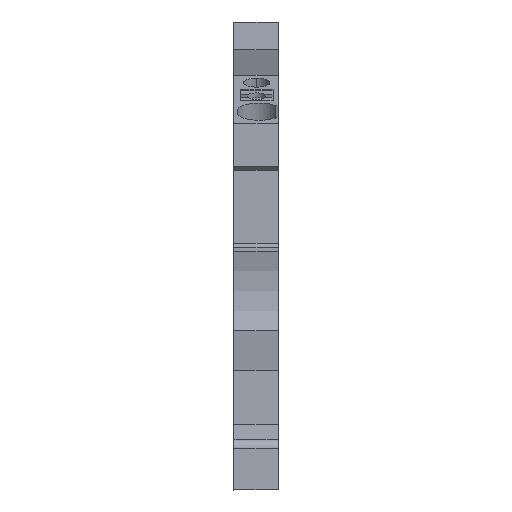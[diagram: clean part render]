
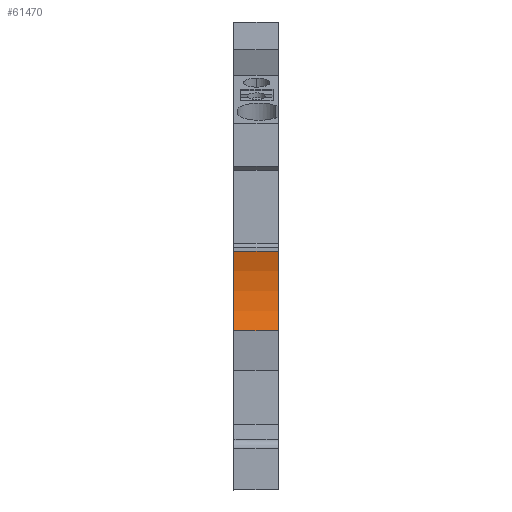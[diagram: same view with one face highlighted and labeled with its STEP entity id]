
A CAD part, front view. The second image highlights one B-rep face of the part: STEP entity #61470.
In plain terms, the highlighted cylindrical face has radius 10 mm (diameter 20 mm), a partial arc.
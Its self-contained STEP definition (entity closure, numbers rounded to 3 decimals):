
#2320=CARTESIAN_POINT('',(-52.95,4.194,
0.));
#2330=VERTEX_POINT('',#2320);
#2360=CARTESIAN_POINT('',(-62.891,3.102,
0.));
#2370=DIRECTION('',(0.,0.,-1.));
#2380=DIRECTION('',(0.974,-0.225,
0.));
#2390=AXIS2_PLACEMENT_3D('',#2360,#2370,#2380);
#2400=CIRCLE('',#2390,10.);
#2410=CARTESIAN_POINT('',(-54.253,-1.936,
0.));
#2420=VERTEX_POINT('',#2410);
#2430=EDGE_CURVE('',#2330,#2420,#2400,.T.);
#12290=CARTESIAN_POINT('',(-54.253,-1.936,
3.5));
#12300=VERTEX_POINT('',#12290);
#12330=CARTESIAN_POINT('',(-62.891,3.102,
3.5));
#12340=DIRECTION('',(0.,0.,-1.));
#12350=DIRECTION('',(0.974,-0.225,
0.));
#12360=AXIS2_PLACEMENT_3D('',#12330,#12340,#12350);
#12370=CIRCLE('',#12360,10.);
#12380=CARTESIAN_POINT('',(-52.95,4.194,
3.5));
#12390=VERTEX_POINT('',#12380);
#12400=EDGE_CURVE('',#12390,#12300,#12370,.T.);
#60240=CARTESIAN_POINT('',(-52.95,4.194,
0.));
#60250=DIRECTION('',(0.,0.,-1.));
#60260=VECTOR('',#60250,1.);
#60270=LINE('',#60240,#60260);
#60280=EDGE_CURVE('',#12390,#2330,#60270,.T.);
#60460=CARTESIAN_POINT('',(-54.253,-1.936,
0.));
#60470=DIRECTION('',(0.,0.,-1.));
#60480=VECTOR('',#60470,1.);
#60490=LINE('',#60460,#60480);
#60500=EDGE_CURVE('',#12300,#2420,#60490,.T.);
#61360=CARTESIAN_POINT('',(-62.891,3.102,
0.));
#61370=DIRECTION('',(0.,0.,-1.));
#61380=DIRECTION('',(1.,0.,0.));
#61390=AXIS2_PLACEMENT_3D('',#61360,#61370,#61380);
#61400=CYLINDRICAL_SURFACE('',#61390,10.);
#61410=ORIENTED_EDGE('',*,*,#2430,.T.);
#61420=ORIENTED_EDGE('',*,*,#60280,.T.);
#61430=ORIENTED_EDGE('',*,*,#12400,.F.);
#61440=ORIENTED_EDGE('',*,*,#60500,.F.);
#61450=EDGE_LOOP('',(#61440,#61430,#61420,#61410));
#61460=FACE_OUTER_BOUND('',#61450,.T.);
#61470=ADVANCED_FACE('',(#61460),#61400,.F.);
